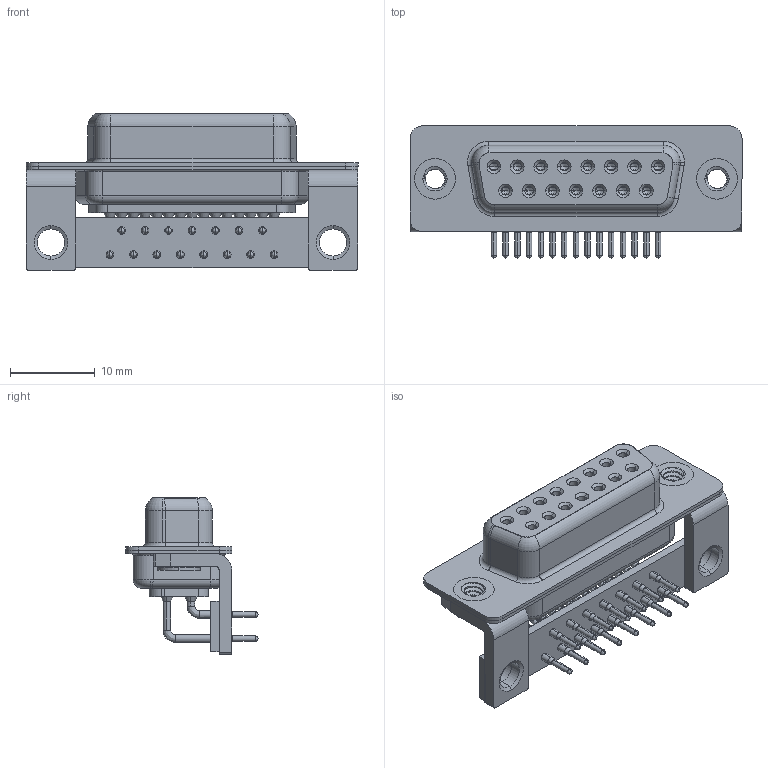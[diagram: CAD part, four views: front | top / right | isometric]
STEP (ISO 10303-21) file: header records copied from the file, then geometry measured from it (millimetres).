
FILE_DESCRIPTION (( 'STEP AP203' ), '1' );
FILE_NAME ('622-M15-660-BN4.STEP', '2018-09-24T21:14:42', ( '' ), ( '' ), 'SwSTEP 2.0', 'SolidWorks 2016', '' );
FILE_SCHEMA (( 'CONFIG_CONTROL_DESIGN' ));
Length unit declared in the file: millimetre
Products named in the file (9): 622M Stabilizer Board_15 Contacts; 622-M15-660-BN4; 622M Housing_15 Contacts; 622M Shell Front_15 Contacts; 622M Shell Rear_15 Contacts; 622M Contact Row 1; 622M Contact Row 2; 622M 4-40 Threaded Rivet_Stabilizer; 622M Stabilizer Bracket
Assembly tree (23 placements, depth 2):
  622-M15-660-BN4
    622M Housing_15 Contacts
    622M Shell Front_15 Contacts
    622M Shell Rear_15 Contacts
    622M Contact Row 1  x8
    622M Contact Row 2  x7
    622M 4-40 Threaded Rivet_Stabilizer  x2
    622M Stabilizer Bracket  x2
    622M Stabilizer Board_15 Contacts
Bounding box: 39.2 x 15.6 x 18.5 mm (x, y, z)
Volume: 2973.3 mm3; surface area: 7506.1 mm2
Topology: 23 solids, 23 shells, 1154 faces, 2932 edges, 1850 vertices
Faces by surface type: cylinder 534, plane 318, cone 173, bspline 66, torus 63
Entity records: 20278 total; most frequent: CARTESIAN_POINT 4691, DIRECTION 3251, ORIENTED_EDGE 2796, EDGE_CURVE 1398, AXIS2_PLACEMENT_3D 1346, VERTEX_POINT 891, CIRCLE 750, EDGE_LOOP 721
